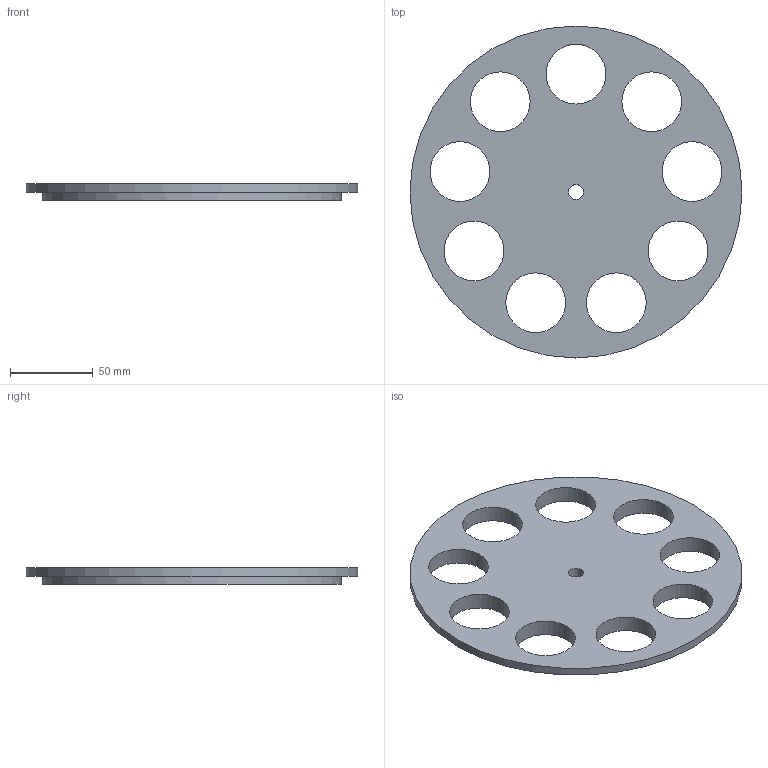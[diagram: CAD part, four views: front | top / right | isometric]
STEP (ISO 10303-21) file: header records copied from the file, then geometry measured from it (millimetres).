
FILE_DESCRIPTION(/* description */ (''),/* implementation_level */ '2;1');
FILE_NAME(/* name */ 'source lid v1.step',/* time_stamp */ '2024-03-11T22:04:35+01:00',/* author */ (''),/* organization */ (''),/* preprocessor_version */ 'ST-DEVELOPER v20',/* originating_system */ 'Autodesk Translation Framework v12.20.1.177',/* authorisation */ '');
FILE_SCHEMA (('AUTOMOTIVE_DESIGN { 1 0 10303 214 3 1 1 }'));
Length unit declared in the file: millimetre
Products named in the file (1): source lid
Bounding box: 200 x 200 x 10 mm (x, y, z)
Volume: 192069.1 mm3; surface area: 60813.4 mm2
Topology: 1 solids, 1 shells, 15 faces, 36 edges, 24 vertices
Faces by surface type: cylinder 12, plane 3
Full cylindrical faces by diameter (mm): 9 x1, 36 x9, 180 x1, 200 x1
Entity records: 534 total; most frequent: DIRECTION 92, CARTESIAN_POINT 76, ORIENTED_EDGE 72, AXIS2_PLACEMENT_3D 40, EDGE_LOOP 36, EDGE_CURVE 36, CIRCLE 24, VERTEX_POINT 24
